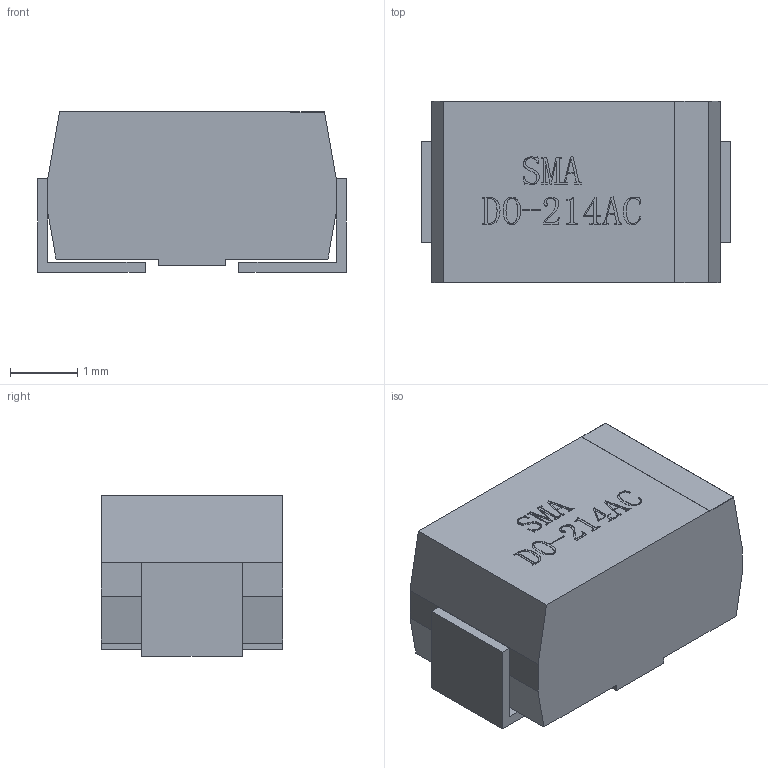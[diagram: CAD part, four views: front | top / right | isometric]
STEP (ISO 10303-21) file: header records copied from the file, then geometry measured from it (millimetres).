
FILE_DESCRIPTION (( 'STEP AP214' ), '1' );
FILE_NAME ('DO-214AC.STEP', '2008-07-15T00:38:21', ( 'Chinese User' ), ( 'Chinese ORG' ), 'SwSTEP 2.0', 'SolidWorks 2005204', '' );
FILE_SCHEMA (( 'AUTOMOTIVE_DESIGN' ));
Length unit declared in the file: millimetre
Products named in the file (1): DO-214AC
Bounding box: 4.6 x 2.7 x 2.4 mm (x, y, z)
Volume: 26.4 mm3; surface area: 75.5 mm2
Topology: 4 solids, 4 shells, 248 faces, 672 edges, 448 vertices
Faces by surface type: plane 177, bspline 71
Entity records: 13443 total; most frequent: CARTESIAN_POINT 7414, ORIENTED_EDGE 1344, DIRECTION 886, EDGE_CURVE 672, LINE 530, VECTOR 530, VERTEX_POINT 448, EDGE_LOOP 264
